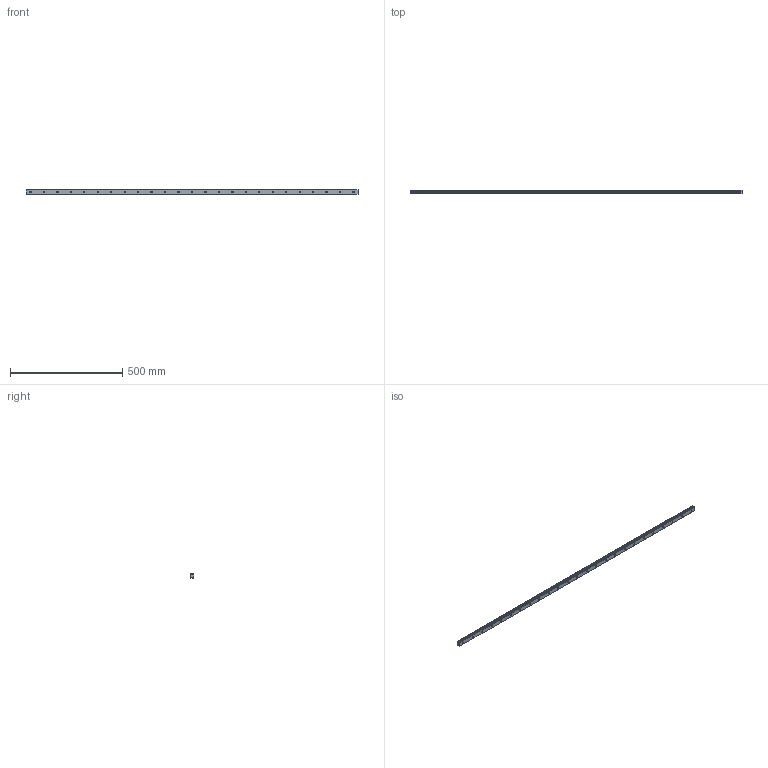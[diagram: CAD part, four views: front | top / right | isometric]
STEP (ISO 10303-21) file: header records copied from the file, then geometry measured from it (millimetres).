
FILE_DESCRIPTION (( 'STEP AP214' ), '1' );
FILE_NAME ('SHS20C1SS-1480L_G20_0_B-M6F_700-5_0_0_0_1.STEP', '2021-06-14T11:32:57', ( '' ), ( '' ), 'SwSTEP 2.0', 'SolidWorks 2021', '' );
FILE_SCHEMA (( 'AUTOMOTIVE_DESIGN' ));
Length unit declared in the file: millimetre
Products named in the file (2): _SHS20C148020 Track; SHS20C1SS-1480L_G20_0_B-M6F_700-5_0_0_0_1
Assembly tree (1 placements, depth 2):
  SHS20C1SS-1480L_G20_0_B-M6F_700-5_0_0_0_1
    _SHS20C148020 Track
Bounding box: 1480 x 16.5 x 20 mm (x, y, z)
Volume: 417223.4 mm3; surface area: 118093.7 mm2
Topology: 1 solids, 1 shells, 161 faces, 402 edges, 268 vertices
Faces by surface type: cylinder 120, plane 41
Entity records: 5102 total; most frequent: DIRECTION 972, CARTESIAN_POINT 835, ORIENTED_EDGE 804, AXIS2_PLACEMENT_3D 405, EDGE_CURVE 402, VERTEX_POINT 268, CIRCLE 240, EDGE_LOOP 236
